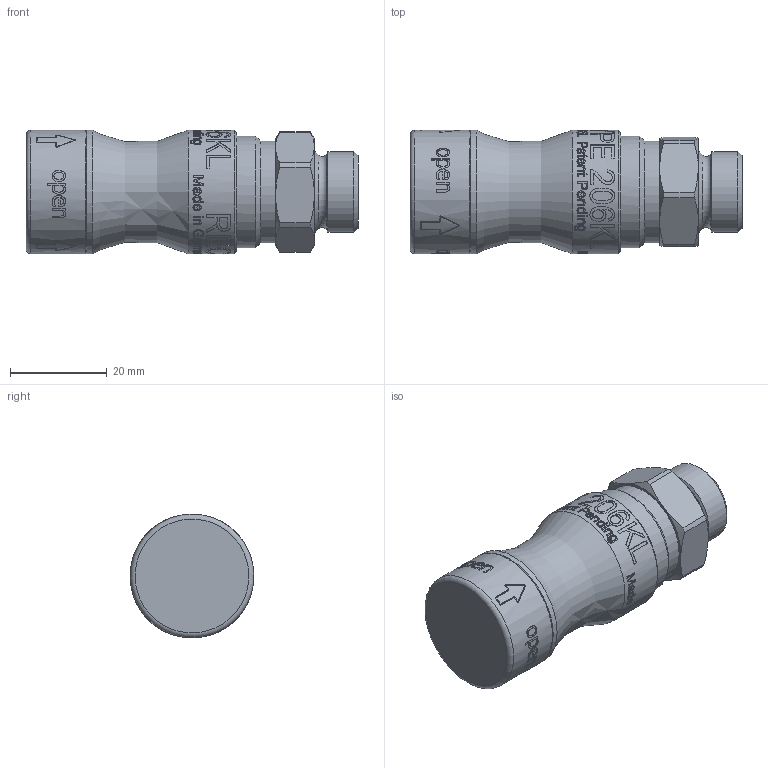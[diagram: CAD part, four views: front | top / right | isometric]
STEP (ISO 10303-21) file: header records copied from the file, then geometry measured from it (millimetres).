
FILE_DESCRIPTION((''),'2;1');
FILE_NAME('206klaw17evx.stp','2014-01-21T15:26:35',('IA176480'),(''),'Autodesk Inventor 2013','Autodesk Inventor 2013','');
FILE_SCHEMA(('AUTOMOTIVE_DESIGN { 1 0 10303 214 1 1 1 1 }'));
Length unit declared in the file: millimetre
Products named in the file (1): D107904
Bounding box: 68.5 x 25.5 x 25.5 mm (x, y, z)
Volume: 23569.4 mm3; surface area: 13796.4 mm2
Topology: 1 solids, 5 shells, 1177 faces, 3090 edges, 2045 vertices
Faces by surface type: bspline 557, plane 416, cylinder 148, cone 41, torus 15
Full cylindrical faces by diameter (mm): 15.171 x2, 15.65 x2, 16.4 x1, 16.65 x1, 16.662 x1, 18 x2, 18.1 x1, 18.15 x1, 18.25 x1, 19.7 x1, 20 x1, 20.05 x1, 20.9 x1, 21 x1, 21.3 x1, 23 x1, 23.1 x1, 23.4 x2, 23.55 x2, 24.1 x1, 25.5 x3
Entity records: 167303 total; most frequent: CARTESIAN_POINT 141802, ORIENTED_EDGE 6002, DIRECTION 3070, EDGE_CURVE 3001, VERTEX_POINT 2029, B_SPLINE_CURVE_WITH_KNOTS 1477, EDGE_LOOP 1380, FACE_OUTER_BOUND 1177
